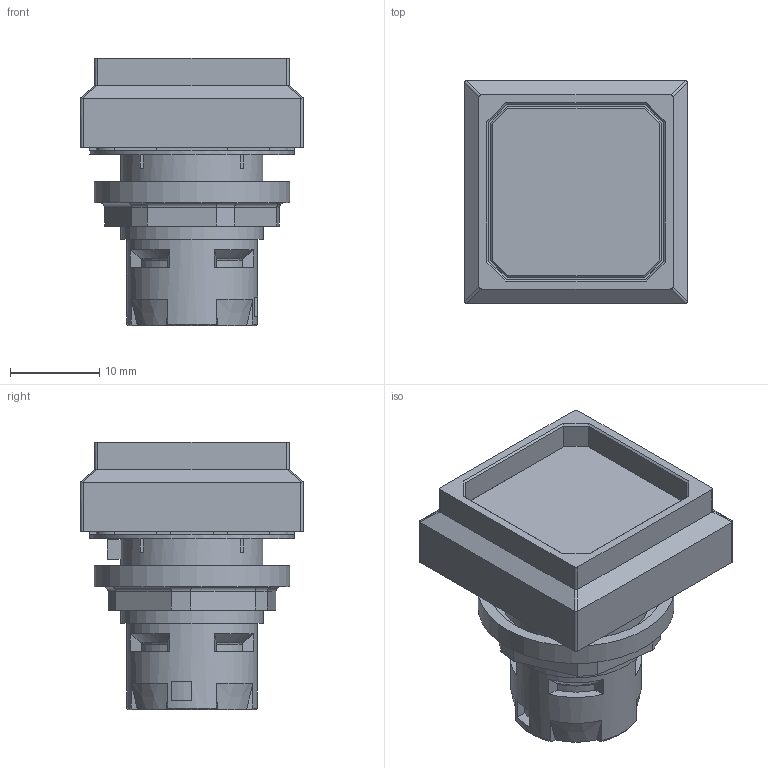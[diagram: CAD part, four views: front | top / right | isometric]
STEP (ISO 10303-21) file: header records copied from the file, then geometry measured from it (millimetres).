
FILE_DESCRIPTION(/* description */ (''),/* implementation_level */ '2;1');
FILE_NAME(/* name */ 'OKH_ipt.stp',/* time_stamp */ '2017-04-03T13:56:52+02:00',/* author */ ('ahoffmann'),/* organization */ (''),/* preprocessor_version */ 'ST-DEVELOPER v16.1',/* originating_system */ 'Autodesk Inventor 2016',/* authorisation */ '');
FILE_SCHEMA (('AUTOMOTIVE_DESIGN { 1 0 10303 214 3 1 1 }'));
Length unit declared in the file: centimetre
Products named in the file (1): OKH_vereinfacht
Bounding box: 25 x 25 x 30.05 mm (x, y, z)
Volume: 8886.4 mm3; surface area: 4222.7 mm2
Topology: 1 solids, 2 shells, 233 faces, 594 edges, 373 vertices
Faces by surface type: plane 168, cylinder 44, cone 12, torus 9
Full cylindrical faces by diameter (mm): 12.1 x1, 12.491 x1, 14.7 x1, 16 x2, 16.15 x1, 16.5 x1, 19.5 x1, 22 x1, 23 x1
Entity records: 6886 total; most frequent: CARTESIAN_POINT 1278, DIRECTION 1170, ORIENTED_EDGE 1146, EDGE_CURVE 573, AXIS2_PLACEMENT_3D 395, LINE 380, VECTOR 380, VERTEX_POINT 367
